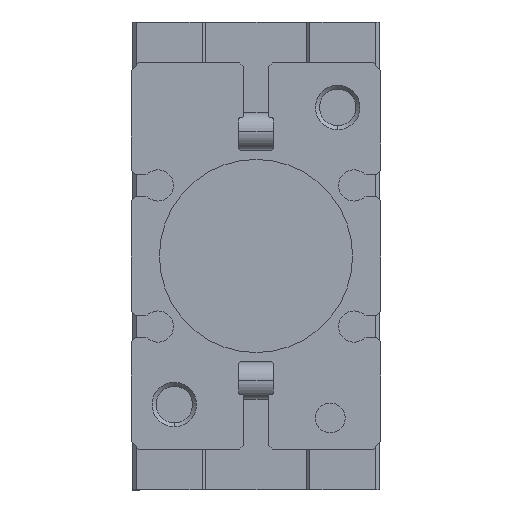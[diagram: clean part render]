
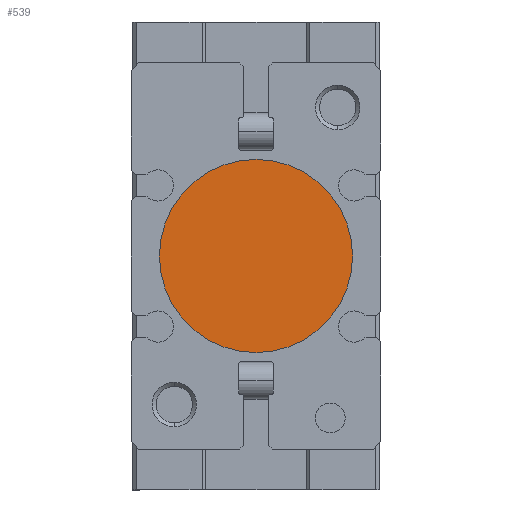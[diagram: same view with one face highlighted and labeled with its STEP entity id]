
A CAD part, left-side view. The second image highlights one B-rep face of the part: STEP entity #539.
In plain terms, the highlighted face is planar.
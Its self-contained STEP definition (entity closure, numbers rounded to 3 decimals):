
#539 = ADVANCED_FACE ( 'NONE', ( #4372 ), #23519, .F. ) ;
#3824 = CARTESIAN_POINT ( 'NONE',  ( 13., 0., -60.1 ) ) ;
#4082 = CARTESIAN_POINT ( 'NONE',  ( 0., 0., -60.1 ) ) ;
#4372 = FACE_OUTER_BOUND ( 'NONE', #16209, .T. ) ;
#5406 = VERTEX_POINT ( 'NONE', #19179 ) ;
#6748 = CARTESIAN_POINT ( 'NONE',  ( 0., 0., -60.1 ) ) ;
#8606 = CIRCLE ( 'NONE', #17220, 13. ) ;
#10835 = DIRECTION ( 'NONE',  ( 0., 0., -1. ) ) ;
#10850 = VERTEX_POINT ( 'NONE', #3824 ) ;
#11480 = CIRCLE ( 'NONE', #19748, 13. ) ;
#12339 = AXIS2_PLACEMENT_3D ( 'NONE', #6748, #21325, #25444 ) ;
#12424 = ORIENTED_EDGE ( 'NONE', *, *, #12658, .T. ) ;
#12658 = EDGE_CURVE ( 'NONE', #10850, #5406, #8606, .T. ) ;
#16209 = EDGE_LOOP ( 'NONE', ( #12424, #19869 ) ) ;
#17220 = AXIS2_PLACEMENT_3D ( 'NONE', #17301, #10835, #25434 ) ;
#17301 = CARTESIAN_POINT ( 'NONE',  ( 0., 0., -60.1 ) ) ;
#19179 = CARTESIAN_POINT ( 'NONE',  ( -13., 0., -60.1 ) ) ;
#19748 = AXIS2_PLACEMENT_3D ( 'NONE', #4082, #24749, #25021 ) ;
#19869 = ORIENTED_EDGE ( 'NONE', *, *, #22096, .T. ) ;
#21325 = DIRECTION ( 'NONE',  ( 0., 0., 1. ) ) ;
#22096 = EDGE_CURVE ( 'NONE', #5406, #10850, #11480, .T. ) ;
#23519 = PLANE ( 'NONE',  #12339 ) ;
#24749 = DIRECTION ( 'NONE',  ( 0., 0., -1. ) ) ;
#25021 = DIRECTION ( 'NONE',  ( 1., 0., 0. ) ) ;
#25434 = DIRECTION ( 'NONE',  ( 1., 0., 0. ) ) ;
#25444 = DIRECTION ( 'NONE',  ( 1., 0., 0. ) ) ;
